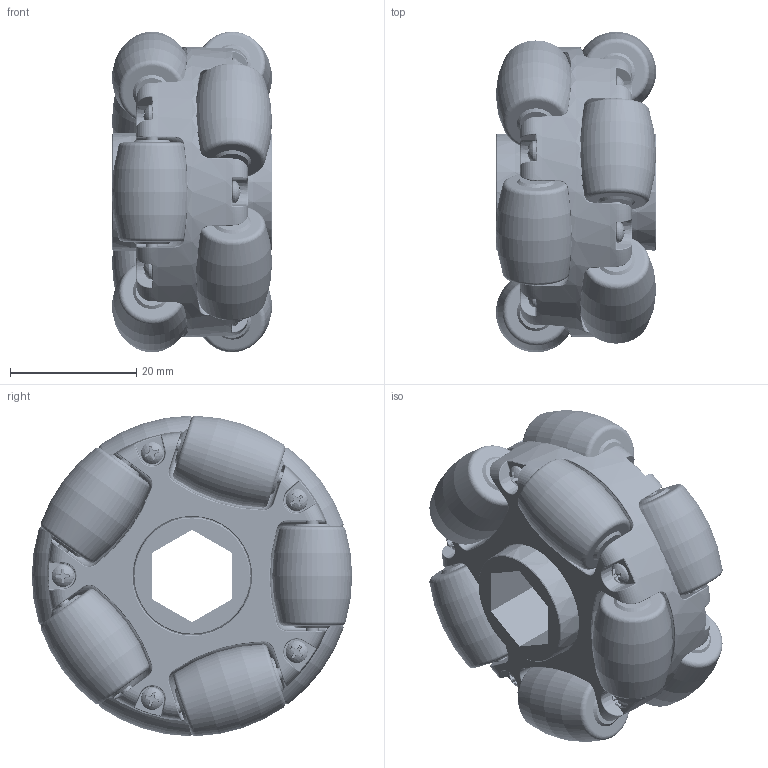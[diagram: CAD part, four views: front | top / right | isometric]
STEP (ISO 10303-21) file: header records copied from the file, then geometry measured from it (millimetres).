
FILE_DESCRIPTION (( 'STEP AP203' ), '1' );
FILE_NAME ('REV-21-2472.STEP', '2021-08-02T16:07:40', ( '' ), ( '' ), 'SwSTEP 2.0', 'SolidWorks 2019', '' );
FILE_SCHEMA (( 'CONFIG_CONTROL_DESIGN' ));
Length unit declared in the file: inch
Products named in the file (1): REV-21-2472
Bounding box: 25.4 x 50.79 x 50.79 mm (x, y, z)
Volume: 32998.7 mm3; surface area: 30701.5 mm2
Topology: 53 solids, 53 shells, 4102 faces, 9885 edges, 5685 vertices
Faces by surface type: bspline 1423, plane 674, cylinder 636, torus 584, cone 565, sphere 220
Entity records: 191608 total; most frequent: CARTESIAN_POINT 108377, ORIENTED_EDGE 19298, DIRECTION 15005, EDGE_CURVE 9649, AXIS2_PLACEMENT_3D 6508, VERTEX_POINT 5685, EDGE_LOOP 4200, FACE_OUTER_BOUND 4102
